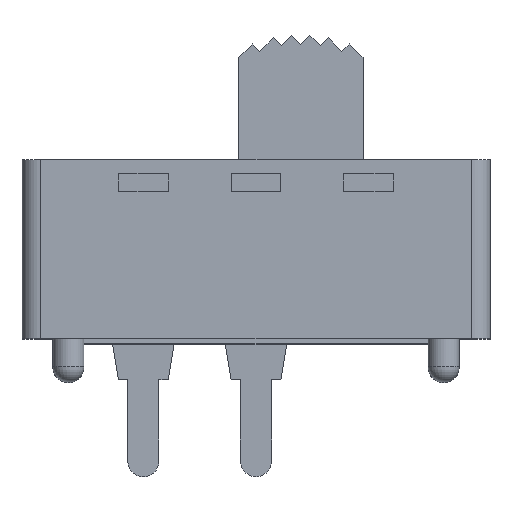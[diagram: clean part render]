
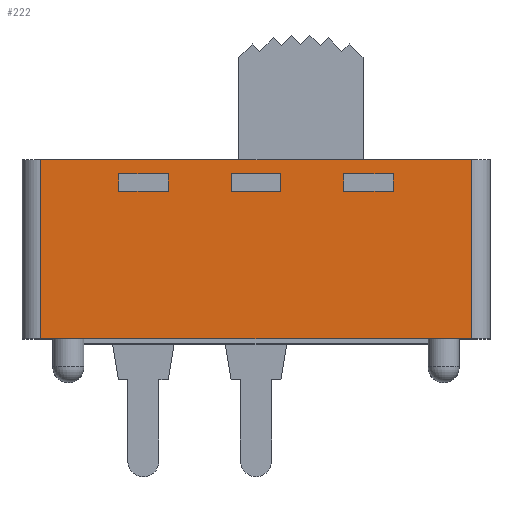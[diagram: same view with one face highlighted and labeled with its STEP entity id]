
A CAD part, top view. The second image highlights one B-rep face of the part: STEP entity #222.
In plain terms, the highlighted planar face has unit normal (0, 0, 1).
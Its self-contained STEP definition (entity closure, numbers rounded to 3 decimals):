
#44 = FACE_OUTER_BOUND ( 'NONE', #583, .T. ) ;
#55 = VERTEX_POINT ( 'NONE', #4172 ) ;
#84 = VECTOR ( 'NONE', #4744, 1000. ) ;
#136 = VECTOR ( 'NONE', #3220, 1000. ) ;
#182 = CARTESIAN_POINT ( 'NONE',  ( 1.007, 6.022, 5.397 ) ) ;
#222 = ADVANCED_FACE ( 'NONE', ( #3987, #4870, #3720, #44 ), #3442, .F. ) ;
#292 = EDGE_CURVE ( 'NONE', #3687, #2319, #1572, .T. ) ;
#306 = CARTESIAN_POINT ( 'NONE',  ( -3.583, 6.022, 5.397 ) ) ;
#387 = LINE ( 'NONE', #599, #2662 ) ;
#448 = CARTESIAN_POINT ( 'NONE',  ( 8.788, 0., 5.397 ) ) ;
#474 = DIRECTION ( 'NONE',  ( 1., 0., 0. ) ) ;
#522 = VERTEX_POINT ( 'NONE', #3689 ) ;
#577 = LINE ( 'NONE', #3450, #1721 ) ;
#580 = ORIENTED_EDGE ( 'NONE', *, *, #5474, .F. ) ;
#583 = EDGE_LOOP ( 'NONE', ( #2778, #4803, #2449, #4124 ) ) ;
#599 = CARTESIAN_POINT ( 'NONE',  ( 1.007, 6.734, 5.397 ) ) ;
#631 = CARTESIAN_POINT ( 'NONE',  ( -1.007, 6.022, 5.397 ) ) ;
#658 = DIRECTION ( 'NONE',  ( 0., 1., 0. ) ) ;
#709 = ORIENTED_EDGE ( 'NONE', *, *, #3850, .F. ) ;
#725 = CARTESIAN_POINT ( 'NONE',  ( 5.597, 6.734, 5.397 ) ) ;
#780 = EDGE_CURVE ( 'NONE', #3066, #4745, #3267, .T. ) ;
#818 = CARTESIAN_POINT ( 'NONE',  ( -5.597, 6.734, 5.397 ) ) ;
#850 = CARTESIAN_POINT ( 'NONE',  ( 8.788, 7.315, 5.397 ) ) ;
#863 = CARTESIAN_POINT ( 'NONE',  ( -8.788, 0., 5.397 ) ) ;
#927 = DIRECTION ( 'NONE',  ( 1., 0., 0. ) ) ;
#934 = LINE ( 'NONE', #818, #84 ) ;
#1007 = DIRECTION ( 'NONE',  ( -1., 0., 0. ) ) ;
#1179 = VECTOR ( 'NONE', #474, 1000. ) ;
#1199 = VECTOR ( 'NONE', #4623, 1000. ) ;
#1278 = DIRECTION ( 'NONE',  ( 0., 0., -1. ) ) ;
#1328 = DIRECTION ( 'NONE',  ( -1., 0., 0. ) ) ;
#1335 = CARTESIAN_POINT ( 'NONE',  ( 3.583, 6.022, 5.397 ) ) ;
#1345 = CARTESIAN_POINT ( 'NONE',  ( -9.55, 7.315, 5.397 ) ) ;
#1444 = EDGE_CURVE ( 'NONE', #1915, #4002, #577, .T. ) ;
#1458 = CARTESIAN_POINT ( 'NONE',  ( 5.597, 6.022, 5.397 ) ) ;
#1460 = CARTESIAN_POINT ( 'NONE',  ( -1.007, 6.734, 5.397 ) ) ;
#1546 = ORIENTED_EDGE ( 'NONE', *, *, #780, .F. ) ;
#1566 = ORIENTED_EDGE ( 'NONE', *, *, #4631, .F. ) ;
#1572 = LINE ( 'NONE', #1345, #1919 ) ;
#1599 = VERTEX_POINT ( 'NONE', #4420 ) ;
#1659 = CARTESIAN_POINT ( 'NONE',  ( 3.583, 6.734, 5.397 ) ) ;
#1708 = VECTOR ( 'NONE', #5307, 1000. ) ;
#1721 = VECTOR ( 'NONE', #2628, 1000. ) ;
#1764 = VECTOR ( 'NONE', #658, 1000. ) ;
#1798 = LINE ( 'NONE', #5002, #3620 ) ;
#1809 = AXIS2_PLACEMENT_3D ( 'NONE', #2971, #1278, #1328 ) ;
#1812 = CARTESIAN_POINT ( 'NONE',  ( 5.597, 6.734, 5.397 ) ) ;
#1864 = VERTEX_POINT ( 'NONE', #3093 ) ;
#1880 = ORIENTED_EDGE ( 'NONE', *, *, #1444, .F. ) ;
#1915 = VERTEX_POINT ( 'NONE', #631 ) ;
#1919 = VECTOR ( 'NONE', #5275, 1000. ) ;
#1964 = EDGE_CURVE ( 'NONE', #4745, #2932, #3260, .T. ) ;
#2041 = VECTOR ( 'NONE', #927, 1000. ) ;
#2172 = EDGE_CURVE ( 'NONE', #4235, #1599, #934, .T. ) ;
#2185 = DIRECTION ( 'NONE',  ( 0., -1., 0. ) ) ;
#2202 = EDGE_CURVE ( 'NONE', #2972, #3460, #4300, .T. ) ;
#2212 = ORIENTED_EDGE ( 'NONE', *, *, #5478, .F. ) ;
#2319 = VERTEX_POINT ( 'NONE', #2649 ) ;
#2449 = ORIENTED_EDGE ( 'NONE', *, *, #2202, .T. ) ;
#2490 = DIRECTION ( 'NONE',  ( 1., 0., 0. ) ) ;
#2561 = VECTOR ( 'NONE', #2185, 1000. ) ;
#2598 = VECTOR ( 'NONE', #3952, 1000. ) ;
#2628 = DIRECTION ( 'NONE',  ( 1., 0., 0. ) ) ;
#2649 = CARTESIAN_POINT ( 'NONE',  ( -8.788, 7.315, 5.397 ) ) ;
#2655 = VECTOR ( 'NONE', #3229, 1000. ) ;
#2662 = VECTOR ( 'NONE', #1007, 1000. ) ;
#2684 = LINE ( 'NONE', #863, #2561 ) ;
#2704 = EDGE_CURVE ( 'NONE', #2319, #2972, #2684, .T. ) ;
#2741 = LINE ( 'NONE', #306, #1199 ) ;
#2778 = ORIENTED_EDGE ( 'NONE', *, *, #292, .T. ) ;
#2841 = LINE ( 'NONE', #3131, #1708 ) ;
#2848 = DIRECTION ( 'NONE',  ( 0., -1., 0. ) ) ;
#2854 = LINE ( 'NONE', #4655, #3338 ) ;
#2932 = VERTEX_POINT ( 'NONE', #5453 ) ;
#2958 = EDGE_LOOP ( 'NONE', ( #4535, #1566, #1880, #5381 ) ) ;
#2971 = CARTESIAN_POINT ( 'NONE',  ( 0., 0., 5.397 ) ) ;
#2972 = VERTEX_POINT ( 'NONE', #4561 ) ;
#3024 = EDGE_LOOP ( 'NONE', ( #3898, #2212, #580, #5167 ) ) ;
#3066 = VERTEX_POINT ( 'NONE', #725 ) ;
#3093 = CARTESIAN_POINT ( 'NONE',  ( -3.583, 6.734, 5.397 ) ) ;
#3131 = CARTESIAN_POINT ( 'NONE',  ( -3.583, 6.734, 5.397 ) ) ;
#3207 = ORIENTED_EDGE ( 'NONE', *, *, #1964, .F. ) ;
#3220 = DIRECTION ( 'NONE',  ( 0., 1., 0. ) ) ;
#3227 = EDGE_CURVE ( 'NONE', #522, #3066, #3483, .T. ) ;
#3229 = DIRECTION ( 'NONE',  ( 0., -1., 0. ) ) ;
#3260 = LINE ( 'NONE', #5367, #2655 ) ;
#3267 = LINE ( 'NONE', #1812, #2598 ) ;
#3269 = EDGE_LOOP ( 'NONE', ( #3207, #1546, #5072, #709 ) ) ;
#3338 = VECTOR ( 'NONE', #2848, 1000. ) ;
#3395 = CARTESIAN_POINT ( 'NONE',  ( -5.597, 6.734, 5.397 ) ) ;
#3442 = PLANE ( 'NONE',  #1809 ) ;
#3450 = CARTESIAN_POINT ( 'NONE',  ( -1.007, 6.022, 5.397 ) ) ;
#3460 = VERTEX_POINT ( 'NONE', #5384 ) ;
#3483 = LINE ( 'NONE', #1458, #136 ) ;
#3533 = EDGE_CURVE ( 'NONE', #5089, #1915, #2854, .T. ) ;
#3620 = VECTOR ( 'NONE', #2490, 1000. ) ;
#3621 = CARTESIAN_POINT ( 'NONE',  ( 1.007, 6.022, 5.397 ) ) ;
#3687 = VERTEX_POINT ( 'NONE', #850 ) ;
#3689 = CARTESIAN_POINT ( 'NONE',  ( 5.597, 6.022, 5.397 ) ) ;
#3720 = FACE_BOUND ( 'NONE', #3269, .T. ) ;
#3819 = DIRECTION ( 'NONE',  ( 0., 1., 0. ) ) ;
#3842 = EDGE_CURVE ( 'NONE', #4533, #5089, #387, .T. ) ;
#3850 = EDGE_CURVE ( 'NONE', #2932, #522, #4755, .T. ) ;
#3898 = ORIENTED_EDGE ( 'NONE', *, *, #4321, .F. ) ;
#3952 = DIRECTION ( 'NONE',  ( -1., 0., 0. ) ) ;
#3956 = CARTESIAN_POINT ( 'NONE',  ( 1.007, 6.734, 5.397 ) ) ;
#3987 = FACE_BOUND ( 'NONE', #3024, .T. ) ;
#4002 = VERTEX_POINT ( 'NONE', #182 ) ;
#4124 = ORIENTED_EDGE ( 'NONE', *, *, #5552, .T. ) ;
#4172 = CARTESIAN_POINT ( 'NONE',  ( -3.583, 6.022, 5.397 ) ) ;
#4235 = VERTEX_POINT ( 'NONE', #3395 ) ;
#4276 = LINE ( 'NONE', #448, #4347 ) ;
#4300 = LINE ( 'NONE', #4390, #2041 ) ;
#4321 = EDGE_CURVE ( 'NONE', #1864, #4235, #2841, .T. ) ;
#4347 = VECTOR ( 'NONE', #3819, 1000. ) ;
#4390 = CARTESIAN_POINT ( 'NONE',  ( 4.369, 0., 5.397 ) ) ;
#4420 = CARTESIAN_POINT ( 'NONE',  ( -5.597, 6.022, 5.397 ) ) ;
#4533 = VERTEX_POINT ( 'NONE', #3956 ) ;
#4535 = ORIENTED_EDGE ( 'NONE', *, *, #3842, .F. ) ;
#4561 = CARTESIAN_POINT ( 'NONE',  ( -8.788, 0., 5.397 ) ) ;
#4623 = DIRECTION ( 'NONE',  ( 0., 1., 0. ) ) ;
#4631 = EDGE_CURVE ( 'NONE', #4002, #4533, #4735, .T. ) ;
#4655 = CARTESIAN_POINT ( 'NONE',  ( -1.007, 6.734, 5.397 ) ) ;
#4735 = LINE ( 'NONE', #3621, #1764 ) ;
#4744 = DIRECTION ( 'NONE',  ( 0., -1., 0. ) ) ;
#4745 = VERTEX_POINT ( 'NONE', #1659 ) ;
#4755 = LINE ( 'NONE', #1335, #1179 ) ;
#4803 = ORIENTED_EDGE ( 'NONE', *, *, #2704, .T. ) ;
#4870 = FACE_BOUND ( 'NONE', #2958, .T. ) ;
#5002 = CARTESIAN_POINT ( 'NONE',  ( -5.597, 6.022, 5.397 ) ) ;
#5072 = ORIENTED_EDGE ( 'NONE', *, *, #3227, .F. ) ;
#5089 = VERTEX_POINT ( 'NONE', #1460 ) ;
#5167 = ORIENTED_EDGE ( 'NONE', *, *, #2172, .F. ) ;
#5275 = DIRECTION ( 'NONE',  ( -1., 0., 0. ) ) ;
#5307 = DIRECTION ( 'NONE',  ( -1., 0., 0. ) ) ;
#5367 = CARTESIAN_POINT ( 'NONE',  ( 3.583, 6.734, 5.397 ) ) ;
#5381 = ORIENTED_EDGE ( 'NONE', *, *, #3533, .F. ) ;
#5384 = CARTESIAN_POINT ( 'NONE',  ( 8.788, 0., 5.397 ) ) ;
#5453 = CARTESIAN_POINT ( 'NONE',  ( 3.583, 6.022, 5.397 ) ) ;
#5474 = EDGE_CURVE ( 'NONE', #1599, #55, #1798, .T. ) ;
#5478 = EDGE_CURVE ( 'NONE', #55, #1864, #2741, .T. ) ;
#5552 = EDGE_CURVE ( 'NONE', #3460, #3687, #4276, .T. ) ;
